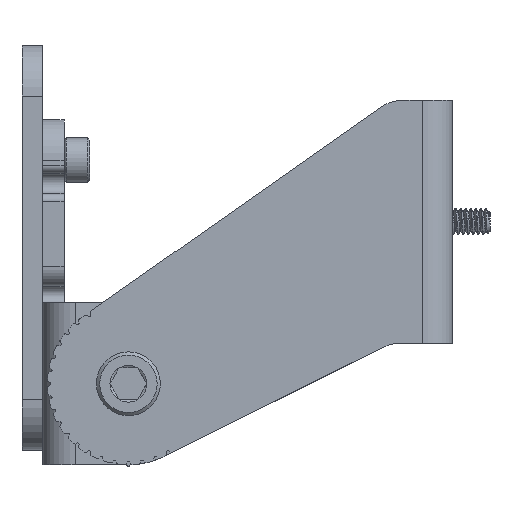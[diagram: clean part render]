
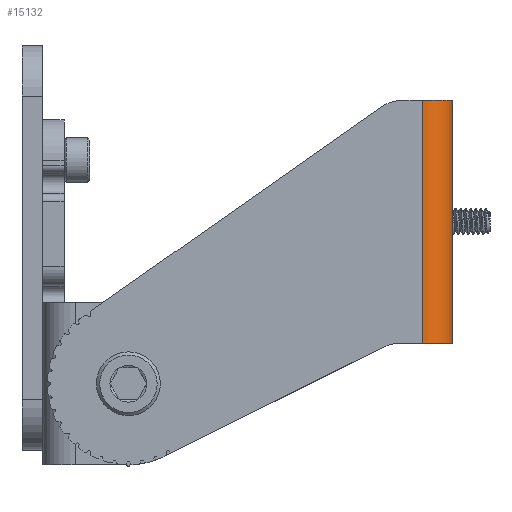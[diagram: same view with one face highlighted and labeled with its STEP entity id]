
A CAD part, left-side view. The second image highlights one B-rep face of the part: STEP entity #15132.
In plain terms, the highlighted cylindrical face has radius 4.699 mm (diameter 9.398 mm), a partial arc.
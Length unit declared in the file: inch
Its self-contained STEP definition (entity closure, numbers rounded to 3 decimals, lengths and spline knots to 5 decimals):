
#168 = DIRECTION ( 'NONE',  ( 1., 0., 0. ) ) ;
#685 = EDGE_CURVE ( 'NONE', #20281, #5840, #7048, .T. ) ;
#1112 = DIRECTION ( 'NONE',  ( 1., 0., 0. ) ) ;
#1582 = DIRECTION ( 'NONE',  ( 0., 0., -1. ) ) ;
#3002 = AXIS2_PLACEMENT_3D ( 'NONE', #18219, #12484, #14659 ) ;
#3537 = CARTESIAN_POINT ( 'NONE',  ( -0.7, 0., 0.75 ) ) ;
#3643 = CARTESIAN_POINT ( 'NONE',  ( -0.885, 0.185, -0.75 ) ) ;
#3926 = CARTESIAN_POINT ( 'NONE',  ( -0.7, 0., 0.75 ) ) ;
#4547 = AXIS2_PLACEMENT_3D ( 'NONE', #18578, #14794, #1112 ) ;
#5055 = DIRECTION ( 'NONE',  ( 0., 0., -1. ) ) ;
#5136 = VERTEX_POINT ( 'NONE', #11615 ) ;
#5840 = VERTEX_POINT ( 'NONE', #3643 ) ;
#6017 = CIRCLE ( 'NONE', #4547, 0.185 ) ;
#7048 = CIRCLE ( 'NONE', #8885, 0.185 ) ;
#8228 = EDGE_CURVE ( 'NONE', #5136, #20075, #6017, .T. ) ;
#8885 = AXIS2_PLACEMENT_3D ( 'NONE', #9058, #21803, #168 ) ;
#9058 = CARTESIAN_POINT ( 'NONE',  ( -0.7, 0.185, -0.75 ) ) ;
#9502 = FACE_OUTER_BOUND ( 'NONE', #13101, .T. ) ;
#10511 = ORIENTED_EDGE ( 'NONE', *, *, #8228, .F. ) ;
#10620 = ORIENTED_EDGE ( 'NONE', *, *, #685, .F. ) ;
#10891 = CYLINDRICAL_SURFACE ( 'NONE', #3002, 0.185 ) ;
#11615 = CARTESIAN_POINT ( 'NONE',  ( -0.885, 0.185, 0.75 ) ) ;
#11905 = ORIENTED_EDGE ( 'NONE', *, *, #14911, .F. ) ;
#12484 = DIRECTION ( 'NONE',  ( 0., 0., 1. ) ) ;
#13101 = EDGE_LOOP ( 'NONE', ( #11905, #10511, #21266, #10620 ) ) ;
#14659 = DIRECTION ( 'NONE',  ( -1., 0., 0. ) ) ;
#14750 = EDGE_CURVE ( 'NONE', #5136, #5840, #15500, .T. ) ;
#14794 = DIRECTION ( 'NONE',  ( 0., 0., 1. ) ) ;
#14911 = EDGE_CURVE ( 'NONE', #20075, #20281, #21208, .T. ) ;
#15132 = ADVANCED_FACE ( 'NONE', ( #9502 ), #10891, .T. ) ;
#15500 = LINE ( 'NONE', #20783, #19816 ) ;
#18219 = CARTESIAN_POINT ( 'NONE',  ( -0.7, 0.185, 0.75 ) ) ;
#18578 = CARTESIAN_POINT ( 'NONE',  ( -0.7, 0.185, 0.75 ) ) ;
#19816 = VECTOR ( 'NONE', #5055, 39.37008 ) ;
#20075 = VERTEX_POINT ( 'NONE', #3926 ) ;
#20281 = VERTEX_POINT ( 'NONE', #21712 ) ;
#20783 = CARTESIAN_POINT ( 'NONE',  ( -0.885, 0.185, -1. ) ) ;
#21208 = LINE ( 'NONE', #3537, #21282 ) ;
#21266 = ORIENTED_EDGE ( 'NONE', *, *, #14750, .T. ) ;
#21282 = VECTOR ( 'NONE', #1582, 39.37008 ) ;
#21712 = CARTESIAN_POINT ( 'NONE',  ( -0.7, 0., -0.75 ) ) ;
#21803 = DIRECTION ( 'NONE',  ( 0., 0., -1. ) ) ;
